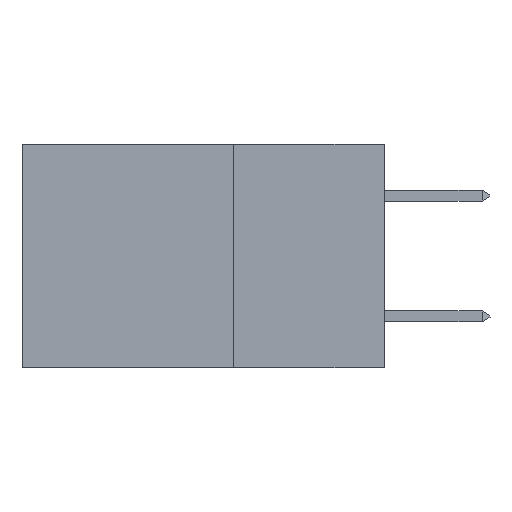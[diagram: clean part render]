
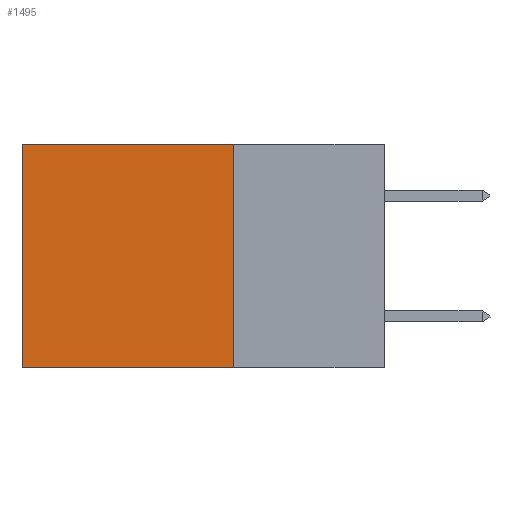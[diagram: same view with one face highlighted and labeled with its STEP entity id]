
A CAD part, left-side view. The second image highlights one B-rep face of the part: STEP entity #1495.
In plain terms, the highlighted planar face has unit normal (-1, 0, 0).
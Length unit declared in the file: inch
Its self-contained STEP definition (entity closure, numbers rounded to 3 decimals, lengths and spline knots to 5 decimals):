
#69 = EDGE_CURVE ( 'NONE', #7747, #19040, #10904, .T. ) ;
#1495 = ADVANCED_FACE ( 'NONE', ( #9168 ), #10293, .F. ) ;
#1800 = EDGE_CURVE ( 'NONE', #7747, #20069, #11975, .T. ) ;
#2291 = AXIS2_PLACEMENT_3D ( 'NONE', #12841, #19222, #18210 ) ;
#2327 = VECTOR ( 'NONE', #20140, 39.37008 ) ;
#2437 = DIRECTION ( 'NONE',  ( 0., 1., 0. ) ) ;
#4135 = CARTESIAN_POINT ( 'NONE',  ( 0.2875, 0.6, -0.37 ) ) ;
#4482 = ORIENTED_EDGE ( 'NONE', *, *, #8800, .T. ) ;
#5596 = VECTOR ( 'NONE', #2437, 39.37008 ) ;
#5733 = CARTESIAN_POINT ( 'NONE',  ( 0.2875, 0.25, -0.37 ) ) ;
#6228 = ORIENTED_EDGE ( 'NONE', *, *, #11203, .F. ) ;
#7712 = VECTOR ( 'NONE', #13747, 39.37008 ) ;
#7747 = VERTEX_POINT ( 'NONE', #14191 ) ;
#8617 = CARTESIAN_POINT ( 'NONE',  ( 0.2875, 0.25, 0. ) ) ;
#8800 = EDGE_CURVE ( 'NONE', #19040, #9237, #17775, .T. ) ;
#9168 = FACE_OUTER_BOUND ( 'NONE', #13223, .T. ) ;
#9237 = VERTEX_POINT ( 'NONE', #4135 ) ;
#10075 = CARTESIAN_POINT ( 'NONE',  ( 0.2875, 0.6, 0. ) ) ;
#10293 = PLANE ( 'NONE',  #2291 ) ;
#10904 = LINE ( 'NONE', #8617, #5596 ) ;
#11203 = EDGE_CURVE ( 'NONE', #20069, #9237, #20635, .T. ) ;
#11975 = LINE ( 'NONE', #14228, #2327 ) ;
#12841 = CARTESIAN_POINT ( 'NONE',  ( 0.2875, 0.25, 0. ) ) ;
#13223 = EDGE_LOOP ( 'NONE', ( #4482, #6228, #15789, #17907 ) ) ;
#13747 = DIRECTION ( 'NONE',  ( 0., 0., -1. ) ) ;
#14191 = CARTESIAN_POINT ( 'NONE',  ( 0.2875, 0.25, 0. ) ) ;
#14228 = CARTESIAN_POINT ( 'NONE',  ( 0.2875, 0.25, 0. ) ) ;
#15789 = ORIENTED_EDGE ( 'NONE', *, *, #1800, .F. ) ;
#16054 = VECTOR ( 'NONE', #17293, 39.37008 ) ;
#17220 = CARTESIAN_POINT ( 'NONE',  ( 0.2875, 0.25, -0.37 ) ) ;
#17293 = DIRECTION ( 'NONE',  ( 0., 1., 0. ) ) ;
#17775 = LINE ( 'NONE', #10075, #7712 ) ;
#17907 = ORIENTED_EDGE ( 'NONE', *, *, #69, .T. ) ;
#18210 = DIRECTION ( 'NONE',  ( 0., 0., -1. ) ) ;
#18889 = CARTESIAN_POINT ( 'NONE',  ( 0.2875, 0.6, 0. ) ) ;
#19040 = VERTEX_POINT ( 'NONE', #18889 ) ;
#19222 = DIRECTION ( 'NONE',  ( 1., 0., 0. ) ) ;
#20069 = VERTEX_POINT ( 'NONE', #5733 ) ;
#20140 = DIRECTION ( 'NONE',  ( 0., 0., -1. ) ) ;
#20635 = LINE ( 'NONE', #17220, #16054 ) ;
